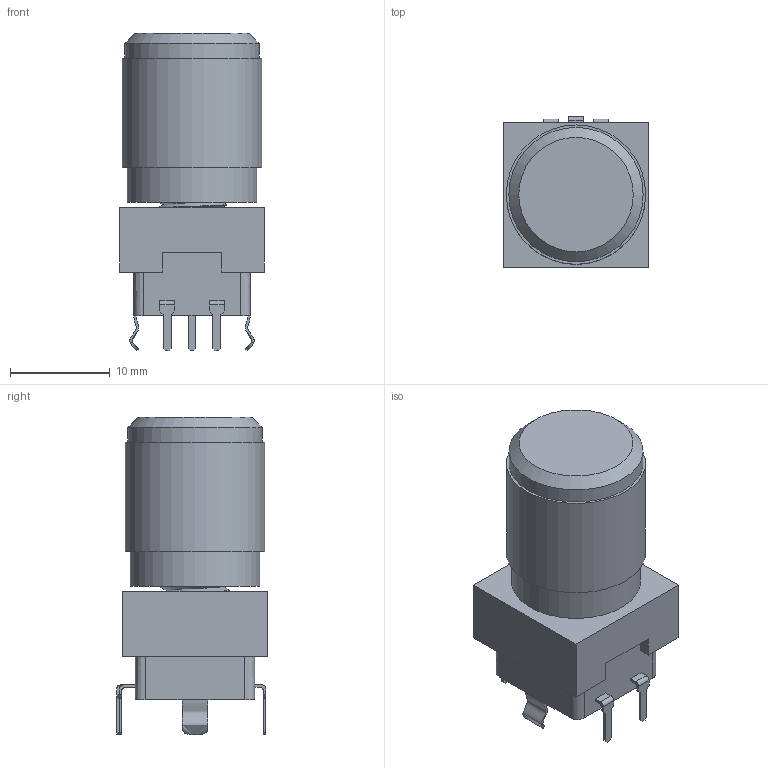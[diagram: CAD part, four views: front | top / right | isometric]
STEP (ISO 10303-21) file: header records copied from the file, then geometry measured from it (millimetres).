
FILE_DESCRIPTION(('FreeCAD Model'),'2;1');
FILE_NAME('Open CASCADE Shape Model','2024-07-07T13:58:36',(''),(''), 'Open CASCADE STEP processor 7.6','FreeCAD','Unknown');
FILE_SCHEMA(('AUTOMOTIVE_DESIGN { 1 0 10303 214 1 1 1 1 }'));
Length unit declared in the file: millimetre
Products named in the file (3): Assembly 2; Socket; Part
Assembly tree (2 placements, depth 2):
  Assembly 2
    Socket
    Part
Bounding box: 14.5 x 15.11 x 31.9 mm (x, y, z)
Volume: 4454.4 mm3; surface area: 2767.4 mm2
Topology: 2 solids, 2 shells, 136 faces, 358 edges, 236 vertices
Faces by surface type: plane 105, bspline 24, cylinder 6, cone 1
Full cylindrical faces by diameter (mm): 7 x1, 13 x1, 13.5 x1, 14 x1
Entity records: 5808 total; most frequent: CARTESIAN_POINT 2620, ORIENTED_EDGE 716, DIRECTION 509, EDGE_CURVE 358, LINE 255, VECTOR 255, VERTEX_POINT 236, FACE_BOUND 148
